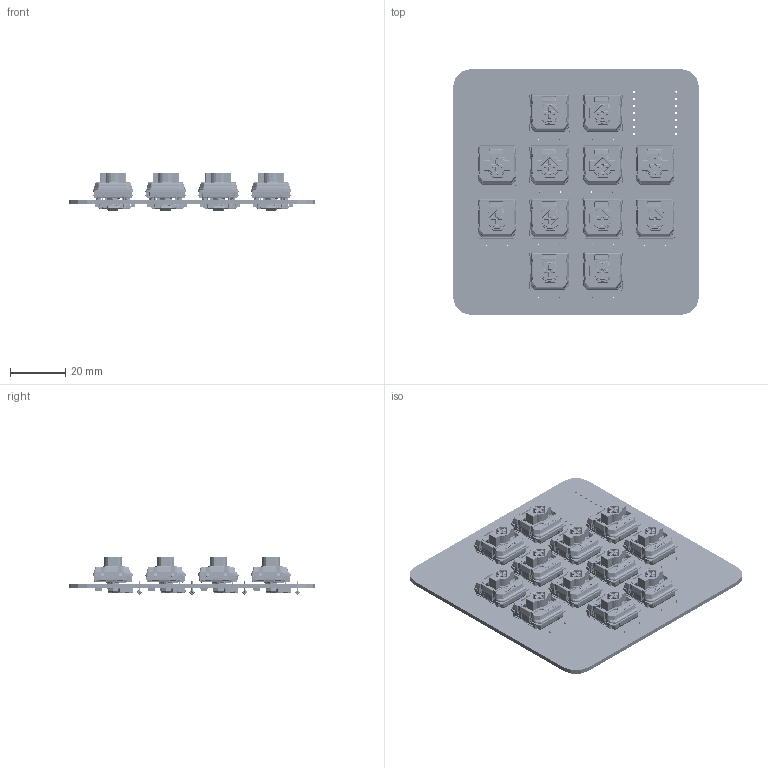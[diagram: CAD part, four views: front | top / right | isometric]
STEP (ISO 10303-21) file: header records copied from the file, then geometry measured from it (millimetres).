
FILE_DESCRIPTION(('KiCad electronic assembly'),'2;1');
FILE_NAME('hXckpad.step','2026-02-21T00:49:09',('Pcbnew'),('Kicad'), 'Open CASCADE STEP processor 7.9','KiCad to STEP converter','Unknown' );
FILE_SCHEMA(('AUTOMOTIVE_DESIGN { 1 0 10303 214 1 1 1 1 }'));
Length unit declared in the file: millimetre
Products named in the file (7): hXckpad 1; Gateron-LP-3-Hotswap; Gateron Hotswap 2.0 v3; KS-33B-G13 苍鹭轴 v3; D_DO-35_SOD27_P7.62mm_Horizontal; SK6812-E--3DModel-STEP-269445; hXckpad_PCB
Assembly tree (39 placements, depth 3):
  hXckpad 1
    Gateron-LP-3-Hotswap  x12
      Gateron Hotswap 2.0 v3
      KS-33B-G13 苍鹭轴 v3
    D_DO-35_SOD27_P7.62mm_Horizontal  x12
    SK6812-E--3DModel-STEP-269445  x12
    hXckpad_PCB
Bounding box: 88.9 x 88.9 x 13.89 mm (x, y, z)
Volume: 25821.4 mm3; surface area: 40897.4 mm2
Topology: 193 solids, 265 shells, 19704 faces, 53226 edges, 34292 vertices
Faces by surface type: plane 11286, cylinder 4578, bspline 2676, cone 648, sphere 348, torus 168
Full cylindrical faces by diameter (mm): 0.5 x36, 0.8 x24, 0.889 x14, 1.7 x24, 1.8 x12, 2 x24, 2.02 x12, 3 x24, 5 x12
Entity records: 60627 total; most frequent: CARTESIAN_POINT 15223, ORIENTED_EDGE 9676, DIRECTION 8852, EDGE_CURVE 4838, VERTEX_POINT 3140, LINE 3106, VECTOR 3106, AXIS2_PLACEMENT_3D 2873
